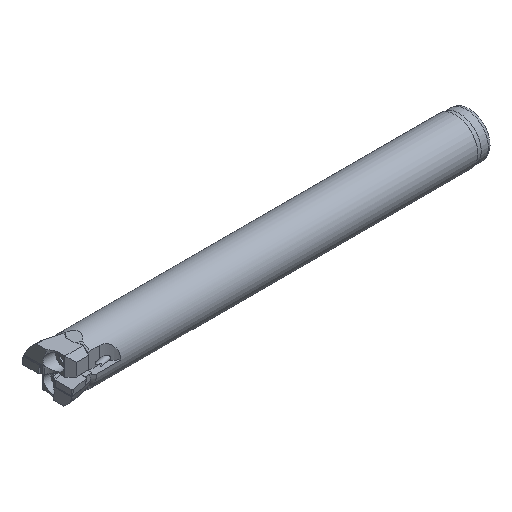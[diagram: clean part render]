
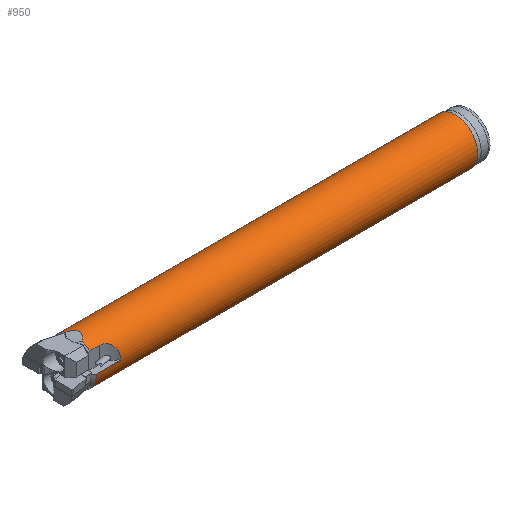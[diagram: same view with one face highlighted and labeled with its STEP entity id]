
A CAD part, isometric view. The second image highlights one B-rep face of the part: STEP entity #950.
In plain terms, the highlighted cylindrical face has radius 8 mm (diameter 16 mm), a full revolution.
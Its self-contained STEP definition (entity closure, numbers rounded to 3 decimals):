
#825=ELLIPSE('',#2647,30.91,8.);
#826=ELLIPSE('',#2649,30.91,8.);
#843=FACE_BOUND('',#1202,.T.);
#844=FACE_BOUND('',#1203,.T.);
#889=CYLINDRICAL_SURFACE('',#2651,8.);
#911=B_SPLINE_CURVE_WITH_KNOTS('',3,(#3361,#3362,#3363,#3364,#3365,#3366),
 .UNSPECIFIED.,.F.,.F.,(4,2,4),(0.,0.5,1.),.UNSPECIFIED.);
#919=B_SPLINE_CURVE_WITH_KNOTS('',3,(#3455,#3456,#3457,#3458,#3459,#3460),
 .UNSPECIFIED.,.F.,.F.,(4,2,4),(0.,0.5,1.),.UNSPECIFIED.);
#950=ADVANCED_FACE('',(#843,#844),#889,.T.);
#1202=EDGE_LOOP('',(#1401));
#1203=EDGE_LOOP('',(#1402,#1403,#1404,#1405,#1406,#1407,#1408,#1409,#1410,
#1411,#1412,#1413));
#1314=CIRCLE('',#2636,8.);
#1320=CIRCLE('',#2644,8.);
#1321=CIRCLE('',#2646,8.);
#1322=CIRCLE('',#2648,8.);
#1323=CIRCLE('',#2650,8.);
#1401=ORIENTED_EDGE('',*,*,#2098,.T.);
#1402=ORIENTED_EDGE('',*,*,#2096,.F.);
#1403=ORIENTED_EDGE('',*,*,#2099,.T.);
#1404=ORIENTED_EDGE('',*,*,#2078,.F.);
#1405=ORIENTED_EDGE('',*,*,#2100,.F.);
#1406=ORIENTED_EDGE('',*,*,#2072,.F.);
#1407=ORIENTED_EDGE('',*,*,#2101,.T.);
#1408=ORIENTED_EDGE('',*,*,#2102,.F.);
#1409=ORIENTED_EDGE('',*,*,#2103,.T.);
#1410=ORIENTED_EDGE('',*,*,#2104,.F.);
#1411=ORIENTED_EDGE('',*,*,#2105,.F.);
#1412=ORIENTED_EDGE('',*,*,#2106,.F.);
#1413=ORIENTED_EDGE('',*,*,#2107,.T.);
#1894=VERTEX_POINT('',#3360);
#1895=VERTEX_POINT('',#3367);
#1896=VERTEX_POINT('',#3374);
#1900=VERTEX_POINT('',#3387);
#1917=VERTEX_POINT('',#3436);
#1918=VERTEX_POINT('',#3438);
#1919=VERTEX_POINT('',#3442);
#1920=VERTEX_POINT('',#3446);
#1921=VERTEX_POINT('',#3448);
#1922=VERTEX_POINT('',#3450);
#1923=VERTEX_POINT('',#3452);
#1924=VERTEX_POINT('',#3454);
#1925=VERTEX_POINT('',#3461);
#2072=EDGE_CURVE('',#1894,#1895,#911,.T.);
#2078=EDGE_CURVE('',#1900,#1896,#1314,.T.);
#2096=EDGE_CURVE('',#1917,#1918,#1320,.T.);
#2098=EDGE_CURVE('',#1919,#1919,#1321,.T.);
#2099=EDGE_CURVE('',#1917,#1896,#825,.T.);
#2100=EDGE_CURVE('',#1895,#1900,#2338,.T.);
#2101=EDGE_CURVE('',#1894,#1920,#2339,.T.);
#2102=EDGE_CURVE('',#1921,#1920,#1322,.T.);
#2103=EDGE_CURVE('',#1921,#1922,#826,.T.);
#2104=EDGE_CURVE('',#1923,#1922,#1323,.T.);
#2105=EDGE_CURVE('',#1924,#1923,#2340,.T.);
#2106=EDGE_CURVE('',#1925,#1924,#919,.T.);
#2107=EDGE_CURVE('',#1925,#1918,#2341,.T.);
#2338=LINE('',#3444,#2490);
#2339=LINE('',#3445,#2491);
#2340=LINE('',#3453,#2492);
#2341=LINE('',#3462,#2493);
#2490=VECTOR('',#2859,1.);
#2491=VECTOR('',#2860,1.);
#2492=VECTOR('',#2867,1.);
#2493=VECTOR('',#2868,1.);
#2636=AXIS2_PLACEMENT_3D('',#3388,#2826,#2827);
#2644=AXIS2_PLACEMENT_3D('',#3437,#2850,#2851);
#2646=AXIS2_PLACEMENT_3D('',#3441,#2855,#2856);
#2647=AXIS2_PLACEMENT_3D('',#3443,#2857,#2858);
#2648=AXIS2_PLACEMENT_3D('',#3447,#2861,#2862);
#2649=AXIS2_PLACEMENT_3D('',#3449,#2863,#2864);
#2650=AXIS2_PLACEMENT_3D('',#3451,#2865,#2866);
#2651=AXIS2_PLACEMENT_3D('',#3463,#2869,#2870);
#2826=DIRECTION('',(-1.,0.,0.));
#2827=DIRECTION('',(0.,0.,1.));
#2850=DIRECTION('',(-1.,0.,0.));
#2851=DIRECTION('',(0.,0.,1.));
#2855=DIRECTION('',(-1.,0.,0.));
#2856=DIRECTION('',(0.,0.,1.));
#2857=DIRECTION('',(0.259,0.,0.966));
#2858=DIRECTION('',(-0.966,0.,0.259));
#2859=DIRECTION('',(-1.,0.,0.));
#2860=DIRECTION('',(-1.,0.,0.));
#2861=DIRECTION('',(-1.,0.,0.));
#2862=DIRECTION('',(0.,0.,1.));
#2863=DIRECTION('',(0.259,0.,-0.966));
#2864=DIRECTION('',(-0.966,0.,-0.259));
#2865=DIRECTION('',(-1.,0.,0.));
#2866=DIRECTION('',(0.,0.,1.));
#2867=DIRECTION('',(-1.,0.,0.));
#2868=DIRECTION('',(-1.,0.,0.));
#2869=DIRECTION('',(-1.,0.,0.));
#2870=DIRECTION('',(0.,0.,1.));
#3360=CARTESIAN_POINT('',(10.123,8.,0.));
#3361=CARTESIAN_POINT('',(10.123,8.,0.));
#3362=CARTESIAN_POINT('',(10.123,8.,-1.557));
#3363=CARTESIAN_POINT('',(9.798,7.48,-3.105));
#3364=CARTESIAN_POINT('',(8.052,6.158,-5.262));
#3365=CARTESIAN_POINT('',(6.563,5.5,-5.809));
#3366=CARTESIAN_POINT('',(5.,5.5,-5.809));
#3367=CARTESIAN_POINT('',(5.,5.5,-5.809));
#3374=CARTESIAN_POINT('',(1.5,2.879,-7.464));
#3387=CARTESIAN_POINT('',(1.5,5.5,-5.809));
#3388=CARTESIAN_POINT('',(1.5,0.,0.));
#3436=CARTESIAN_POINT('',(1.5,-2.879,-7.464));
#3437=CARTESIAN_POINT('',(1.5,0.,0.));
#3438=CARTESIAN_POINT('',(1.5,-8.,0.));
#3441=CARTESIAN_POINT('',(136.432,0.,0.));
#3442=CARTESIAN_POINT('',(136.432,0.,8.));
#3443=CARTESIAN_POINT('',(-26.356,0.,0.));
#3444=CARTESIAN_POINT('',(0.,5.5,-5.809));
#3445=CARTESIAN_POINT('',(0.,8.,0.));
#3446=CARTESIAN_POINT('',(1.5,8.,0.));
#3447=CARTESIAN_POINT('',(1.5,0.,0.));
#3448=CARTESIAN_POINT('',(1.5,2.879,7.464));
#3449=CARTESIAN_POINT('',(-26.356,0.,0.));
#3450=CARTESIAN_POINT('',(1.5,-2.879,7.464));
#3451=CARTESIAN_POINT('',(1.5,0.,0.));
#3452=CARTESIAN_POINT('',(1.5,-5.5,5.809));
#3453=CARTESIAN_POINT('',(0.,-5.5,5.809));
#3454=CARTESIAN_POINT('',(5.,-5.5,5.809));
#3455=CARTESIAN_POINT('',(10.123,-8.,0.));
#3456=CARTESIAN_POINT('',(10.123,-8.,1.557));
#3457=CARTESIAN_POINT('',(9.798,-7.48,3.105));
#3458=CARTESIAN_POINT('',(8.052,-6.158,5.262));
#3459=CARTESIAN_POINT('',(6.563,-5.5,5.809));
#3460=CARTESIAN_POINT('',(5.,-5.5,5.809));
#3461=CARTESIAN_POINT('',(10.123,-8.,0.));
#3462=CARTESIAN_POINT('',(0.,-8.,0.));
#3463=CARTESIAN_POINT('',(0.,0.,0.));
